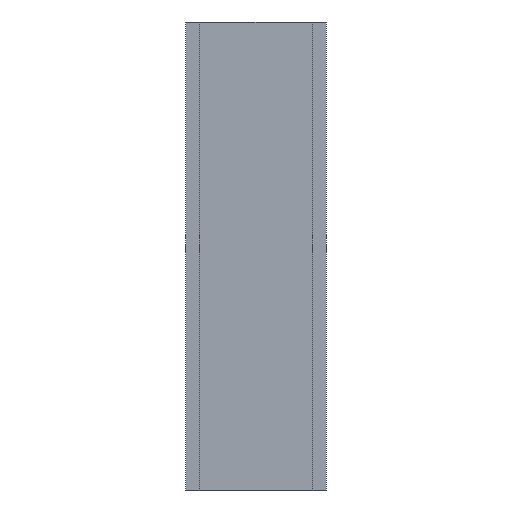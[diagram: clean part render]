
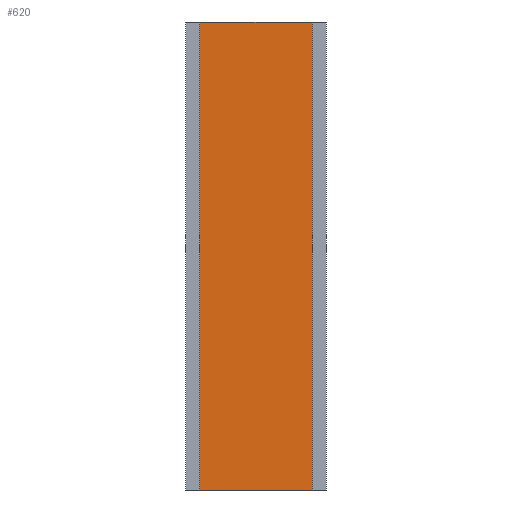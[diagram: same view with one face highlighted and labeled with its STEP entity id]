
A CAD part, front view. The second image highlights one B-rep face of the part: STEP entity #620.
In plain terms, the highlighted planar face has unit normal (0, -1, 0).
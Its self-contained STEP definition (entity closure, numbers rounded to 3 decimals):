
#29=PLANE('',#706);
#61=FACE_OUTER_BOUND('',#95,.T.);
#95=EDGE_LOOP('',(#562,#563,#564,#565));
#102=LINE('',#920,#158);
#126=LINE('',#1024,#182);
#151=LINE('',#1076,#207);
#152=LINE('',#1078,#208);
#158=VECTOR('',#727,10.);
#182=VECTOR('',#817,10.);
#207=VECTOR('',#890,10.);
#208=VECTOR('',#893,10.);
#252=VERTEX_POINT('',#917);
#253=VERTEX_POINT('',#919);
#299=VERTEX_POINT('',#1021);
#300=VERTEX_POINT('',#1023);
#312=EDGE_CURVE('',#253,#252,#102,.T.);
#364=EDGE_CURVE('',#299,#300,#126,.T.);
#391=EDGE_CURVE('',#252,#300,#151,.T.);
#392=EDGE_CURVE('',#253,#299,#152,.T.);
#562=ORIENTED_EDGE('',*,*,#312,.T.);
#563=ORIENTED_EDGE('',*,*,#391,.T.);
#564=ORIENTED_EDGE('',*,*,#364,.F.);
#565=ORIENTED_EDGE('',*,*,#392,.F.);
#620=ADVANCED_FACE('',(#61),#29,.T.);
#706=AXIS2_PLACEMENT_3D('',#1077,#891,#892);
#727=DIRECTION('',(1.,0.,0.));
#817=DIRECTION('',(1.,0.,0.));
#890=DIRECTION('',(0.,0.,1.));
#891=DIRECTION('center_axis',(0.,-1.,0.));
#892=DIRECTION('ref_axis',(1.,0.,0.));
#893=DIRECTION('',(0.,0.,1.));
#917=CARTESIAN_POINT('',(12.,1.,0.));
#919=CARTESIAN_POINT('',(-12.,1.,0.));
#920=CARTESIAN_POINT('',(-12.,1.,0.));
#1021=CARTESIAN_POINT('',(-12.,1.,100.));
#1023=CARTESIAN_POINT('',(12.,1.,100.));
#1024=CARTESIAN_POINT('',(-12.,1.,100.));
#1076=CARTESIAN_POINT('',(12.,1.,0.));
#1077=CARTESIAN_POINT('Origin',(-12.,1.,0.));
#1078=CARTESIAN_POINT('',(-12.,1.,0.));
